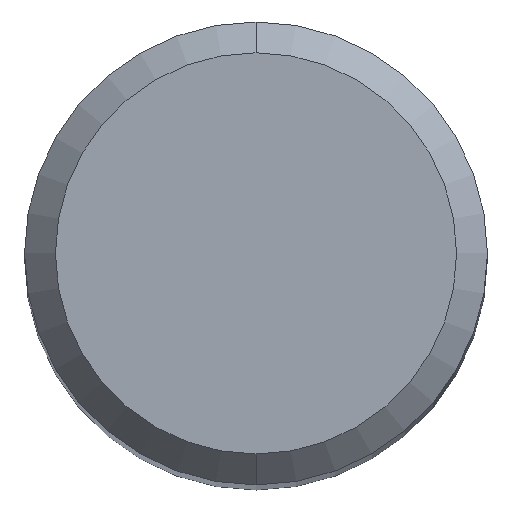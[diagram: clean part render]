
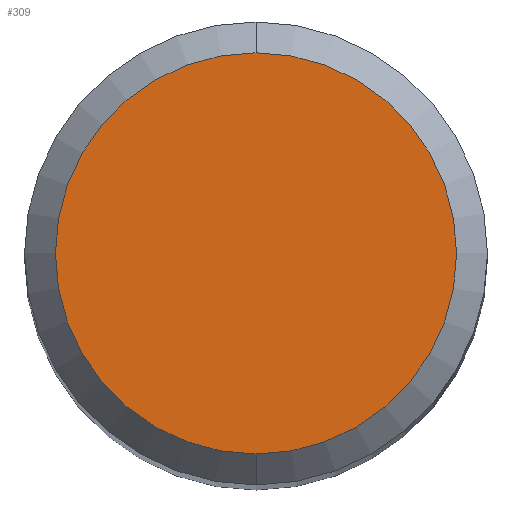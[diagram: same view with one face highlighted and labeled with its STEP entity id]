
A CAD part, top view. The second image highlights one B-rep face of the part: STEP entity #309.
In plain terms, the highlighted planar face has unit normal (0, 0, 1).
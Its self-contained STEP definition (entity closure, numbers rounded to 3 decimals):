
#287=EDGE_CURVE('',#395,#345,#618,.T.);
#309=ADVANCED_FACE('',(#645),#646,.T.);
#345=VERTEX_POINT('',#688);
#359=EDGE_CURVE('',#345,#395,#702,.T.);
#395=VERTEX_POINT('',#738);
#618=CIRCLE('',#1045,2.6);
#645=FACE_OUTER_BOUND('',#1109,.T.);
#646=PLANE('',#1110);
#688=CARTESIAN_POINT('',(0.,-2.6,0.0));
#702=CIRCLE('',#1195,2.6);
#738=CARTESIAN_POINT('',(0.0,2.6,0.0));
#1045=AXIS2_PLACEMENT_3D('',#1631,#1632,#1633);
#1109=EDGE_LOOP('',(#1674,#1675));
#1110=AXIS2_PLACEMENT_3D('',#1676,#1677,#1678);
#1195=AXIS2_PLACEMENT_3D('',#1741,#1742,#1743);
#1631=CARTESIAN_POINT('',(0.0,0.0,0.0));
#1632=DIRECTION('',(0.0,0.0,-1.0));
#1633=DIRECTION('',(0.0,1.0,0.0));
#1674=ORIENTED_EDGE('',*,*,#287,.F.);
#1675=ORIENTED_EDGE('',*,*,#359,.F.);
#1676=CARTESIAN_POINT('',(0.0,1.3,0.0));
#1677=DIRECTION('',(-0.0,0.0,1.0));
#1678=DIRECTION('',(0.0,-1.0,0.0));
#1741=CARTESIAN_POINT('',(0.0,0.0,0.0));
#1742=DIRECTION('',(0.0,0.0,-1.0));
#1743=DIRECTION('',(0.0,1.0,0.0));
